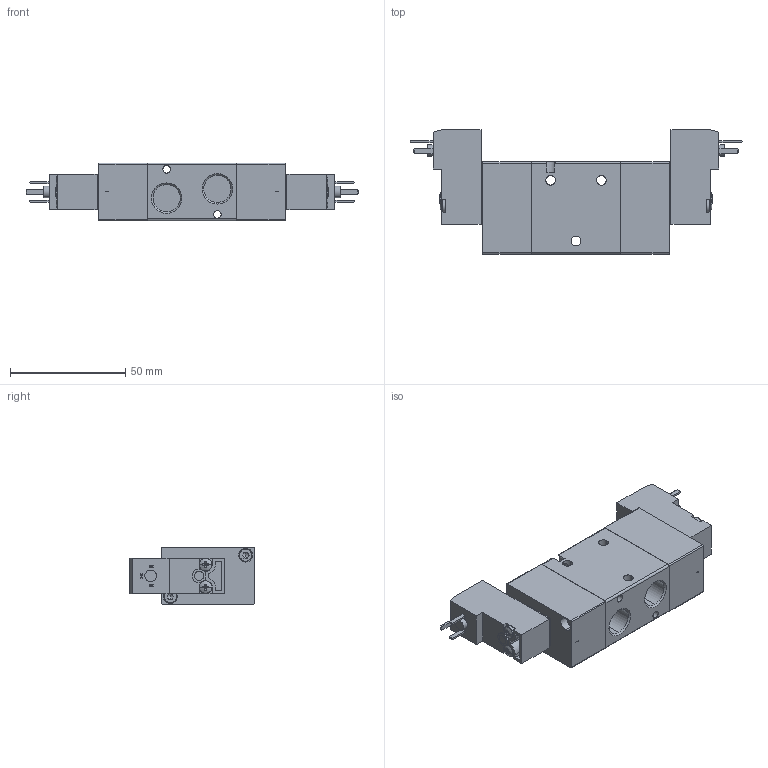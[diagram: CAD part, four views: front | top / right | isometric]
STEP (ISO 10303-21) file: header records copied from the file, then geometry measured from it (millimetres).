
FILE_DESCRIPTION (( 'STEP AP214' ), '1' );
FILE_NAME ('01_101_4.STEP', '2015-12-21T13:12:48', ( '' ), ( '' ), 'SwSTEP 2.0', 'SolidWorks 2016', '' );
FILE_SCHEMA (( 'AUTOMOTIVE_DESIGN' ));
Length unit declared in the file: millimetre
Products named in the file (1): 01_101_4
Bounding box: 144 x 53.9 x 25.1 mm (x, y, z)
Volume: 98456.9 mm3; surface area: 29158 mm2
Topology: 11 solids, 11 shells, 566 faces, 1375 edges, 850 vertices
Faces by surface type: plane 326, cylinder 109, cone 66, bspline 29, torus 24, sphere 12
Entity records: 20365 total; most frequent: CARTESIAN_POINT 5337, DIRECTION 2767, ORIENTED_EDGE 2698, EDGE_CURVE 1349, AXIS2_PLACEMENT_3D 1002, VERTEX_POINT 844, LINE 763, VECTOR 763
